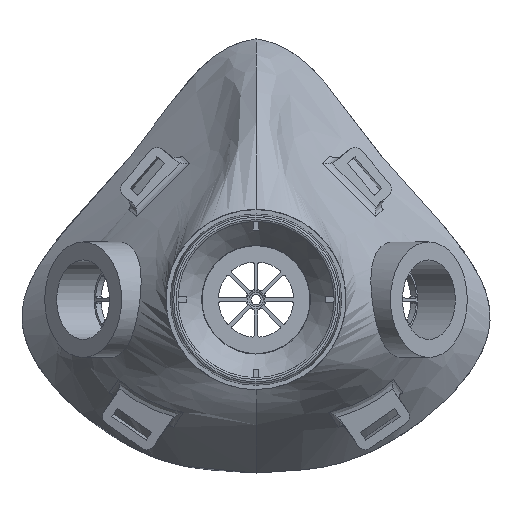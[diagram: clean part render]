
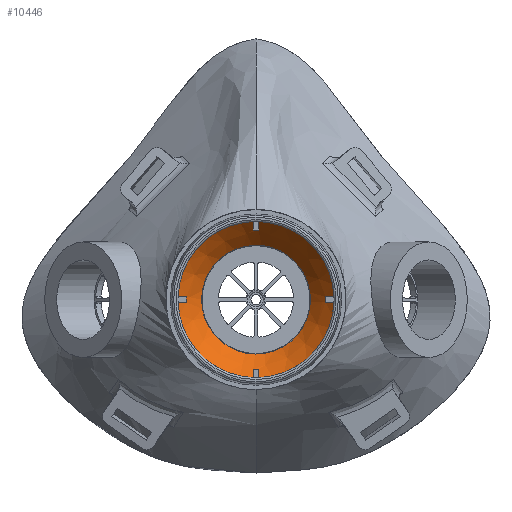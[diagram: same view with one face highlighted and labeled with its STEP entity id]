
A CAD part, top view. The second image highlights one B-rep face of the part: STEP entity #10446.
In plain terms, the highlighted conical face has half-angle 40.365 degrees and reference radius 15 mm.
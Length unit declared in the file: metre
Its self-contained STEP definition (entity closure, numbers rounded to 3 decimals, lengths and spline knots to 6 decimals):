
#41=CONICAL_SURFACE('',#11340,0.015,0.704);
#1886=CIRCLE('',#10716,0.021676);
#1888=CIRCLE('',#10719,0.021676);
#1890=CIRCLE('',#10722,0.021676);
#2232=CIRCLE('',#11341,0.021676);
#2233=CIRCLE('',#11342,0.015119);
#5117=ORIENTED_EDGE('',*,*,#5944,.T.);
#5118=ORIENTED_EDGE('',*,*,#6767,.T.);
#5119=ORIENTED_EDGE('',*,*,#6768,.F.);
#5120=ORIENTED_EDGE('',*,*,#6769,.F.);
#5121=ORIENTED_EDGE('',*,*,#5941,.T.);
#5122=ORIENTED_EDGE('',*,*,#6770,.T.);
#5123=ORIENTED_EDGE('',*,*,#6771,.F.);
#5124=ORIENTED_EDGE('',*,*,#6772,.F.);
#5125=ORIENTED_EDGE('',*,*,#6773,.T.);
#5126=ORIENTED_EDGE('',*,*,#6774,.T.);
#5127=ORIENTED_EDGE('',*,*,#6775,.F.);
#5128=ORIENTED_EDGE('',*,*,#6776,.F.);
#5129=ORIENTED_EDGE('',*,*,#5948,.T.);
#5130=ORIENTED_EDGE('',*,*,#6777,.T.);
#5131=ORIENTED_EDGE('',*,*,#6778,.F.);
#5132=ORIENTED_EDGE('',*,*,#6779,.F.);
#5133=ORIENTED_EDGE('',*,*,#6780,.T.);
#5941=EDGE_CURVE('',#7266,#7268,#1886,.T.);
#5944=EDGE_CURVE('',#7272,#7271,#1888,.T.);
#5948=EDGE_CURVE('',#7276,#7275,#1890,.T.);
#6767=EDGE_CURVE('',#7271,#7833,#8267,.T.);
#6768=EDGE_CURVE('',#7834,#7833,#8268,.T.);
#6769=EDGE_CURVE('',#7266,#7834,#8269,.T.);
#6770=EDGE_CURVE('',#7268,#7835,#8270,.T.);
#6771=EDGE_CURVE('',#7836,#7835,#8271,.T.);
#6772=EDGE_CURVE('',#7837,#7836,#8272,.T.);
#6773=EDGE_CURVE('',#7837,#7838,#2232,.T.);
#6774=EDGE_CURVE('',#7838,#7839,#8273,.T.);
#6775=EDGE_CURVE('',#7840,#7839,#8274,.T.);
#6776=EDGE_CURVE('',#7276,#7840,#8275,.T.);
#6777=EDGE_CURVE('',#7275,#7841,#8276,.T.);
#6778=EDGE_CURVE('',#7842,#7841,#8277,.T.);
#6779=EDGE_CURVE('',#7272,#7842,#8278,.T.);
#6780=EDGE_CURVE('',#7843,#7843,#2233,.T.);
#7266=VERTEX_POINT('',#23140);
#7268=VERTEX_POINT('',#23147);
#7271=VERTEX_POINT('',#23157);
#7272=VERTEX_POINT('',#23159);
#7275=VERTEX_POINT('',#23172);
#7276=VERTEX_POINT('',#23174);
#7833=VERTEX_POINT('',#27660);
#7834=VERTEX_POINT('',#27665);
#7835=VERTEX_POINT('',#27674);
#7836=VERTEX_POINT('',#27679);
#7837=VERTEX_POINT('',#27684);
#7838=VERTEX_POINT('',#27686);
#7839=VERTEX_POINT('',#27691);
#7840=VERTEX_POINT('',#27696);
#7841=VERTEX_POINT('',#27705);
#7842=VERTEX_POINT('',#27710);
#7843=VERTEX_POINT('',#27716);
#8267=B_SPLINE_CURVE_WITH_KNOTS('',3,(#27656,#27657,#27658,#27659),
 .UNSPECIFIED.,.F.,.F.,(4,4),(0.010592,0.01422),
 .UNSPECIFIED.);
#8268=B_SPLINE_CURVE_WITH_KNOTS('',3,(#27661,#27662,#27663,#27664),
 .UNSPECIFIED.,.F.,.F.,(4,4),(0.008165,0.009668),
 .UNSPECIFIED.);
#8269=B_SPLINE_CURVE_WITH_KNOTS('',3,(#27666,#27667,#27668,#27669),
 .UNSPECIFIED.,.F.,.F.,(4,4),(0.010592,0.01422),
 .UNSPECIFIED.);
#8270=B_SPLINE_CURVE_WITH_KNOTS('',3,(#27670,#27671,#27672,#27673),
 .UNSPECIFIED.,.F.,.F.,(4,4),(0.010592,0.01422),
 .UNSPECIFIED.);
#8271=B_SPLINE_CURVE_WITH_KNOTS('',3,(#27675,#27676,#27677,#27678),
 .UNSPECIFIED.,.F.,.F.,(4,4),(0.008165,0.009668),
 .UNSPECIFIED.);
#8272=B_SPLINE_CURVE_WITH_KNOTS('',3,(#27680,#27681,#27682,#27683),
 .UNSPECIFIED.,.F.,.F.,(4,4),(0.010592,0.01422),
 .UNSPECIFIED.);
#8273=B_SPLINE_CURVE_WITH_KNOTS('',3,(#27687,#27688,#27689,#27690),
 .UNSPECIFIED.,.F.,.F.,(4,4),(0.010592,0.01422),
 .UNSPECIFIED.);
#8274=B_SPLINE_CURVE_WITH_KNOTS('',3,(#27692,#27693,#27694,#27695),
 .UNSPECIFIED.,.F.,.F.,(4,4),(0.008165,0.009668),
 .UNSPECIFIED.);
#8275=B_SPLINE_CURVE_WITH_KNOTS('',3,(#27697,#27698,#27699,#27700),
 .UNSPECIFIED.,.F.,.F.,(4,4),(0.010592,0.01422),
 .UNSPECIFIED.);
#8276=B_SPLINE_CURVE_WITH_KNOTS('',3,(#27701,#27702,#27703,#27704),
 .UNSPECIFIED.,.F.,.F.,(4,4),(0.010592,0.01422),
 .UNSPECIFIED.);
#8277=B_SPLINE_CURVE_WITH_KNOTS('',3,(#27706,#27707,#27708,#27709),
 .UNSPECIFIED.,.F.,.F.,(4,4),(0.008165,0.009668),
 .UNSPECIFIED.);
#8278=B_SPLINE_CURVE_WITH_KNOTS('',3,(#27711,#27712,#27713,#27714),
 .UNSPECIFIED.,.F.,.F.,(4,4),(0.010592,0.01422),
 .UNSPECIFIED.);
#8987=EDGE_LOOP('',(#5117,#5118,#5119,#5120,#5121,#5122,#5123,#5124,#5125,
#5126,#5127,#5128,#5129,#5130,#5131,#5132));
#8988=EDGE_LOOP('',(#5133));
#9710=FACE_BOUND('',#8987,.T.);
#9711=FACE_BOUND('',#8988,.T.);
#10446=ADVANCED_FACE('',(#9710,#9711),#41,.F.);
#10716=AXIS2_PLACEMENT_3D('',#23148,#12123,#12124);
#10719=AXIS2_PLACEMENT_3D('',#23158,#12129,#12130);
#10722=AXIS2_PLACEMENT_3D('',#23173,#12135,#12136);
#11340=AXIS2_PLACEMENT_3D('',#27655,#13752,#13753);
#11341=AXIS2_PLACEMENT_3D('',#27685,#13754,#13755);
#11342=AXIS2_PLACEMENT_3D('',#27715,#13756,#13757);
#12123=DIRECTION('',(0.,0.,1.));
#12124=DIRECTION('',(1.,0.,0.));
#12129=DIRECTION('',(0.,0.,1.));
#12130=DIRECTION('',(1.,0.,0.));
#12135=DIRECTION('',(0.,0.,1.));
#12136=DIRECTION('',(1.,0.,0.));
#13752=DIRECTION('',(0.,0.,1.));
#13753=DIRECTION('',(1.,0.,0.));
#13754=DIRECTION('',(0.,0.,1.));
#13755=DIRECTION('',(1.,0.,0.));
#13756=DIRECTION('',(0.,0.,-1.));
#13757=DIRECTION('',(-1.,0.,0.));
#23140=CARTESIAN_POINT('',(0.021663,-0.006233,0.050855));
#23147=CARTESIAN_POINT('',(0.00075,0.014681,0.050855));
#23148=CARTESIAN_POINT('',(0.,-0.006983,0.050855));
#23157=CARTESIAN_POINT('',(0.021663,-0.007733,0.050855));
#23158=CARTESIAN_POINT('',(0.,-0.006983,0.050855));
#23159=CARTESIAN_POINT('',(0.00075,-0.028646,0.050855));
#23172=CARTESIAN_POINT('',(-0.00075,-0.028646,0.050855));
#23173=CARTESIAN_POINT('',(0.,-0.006983,0.050855));
#23174=CARTESIAN_POINT('',(-0.021663,-0.007733,0.050855));
#27655=CARTESIAN_POINT('',(0.,-0.006983,0.043));
#27656=CARTESIAN_POINT('',(0.021663,-0.007733,0.050855));
#27657=CARTESIAN_POINT('',(0.02088,-0.007733,0.049933));
#27658=CARTESIAN_POINT('',(0.020096,-0.007733,0.049012));
#27659=CARTESIAN_POINT('',(0.019313,-0.007733,0.048091));
#27660=CARTESIAN_POINT('',(0.019313,-0.007733,0.048091));
#27661=CARTESIAN_POINT('',(0.019313,-0.006233,0.048091));
#27662=CARTESIAN_POINT('',(0.019313,-0.006733,0.048068));
#27663=CARTESIAN_POINT('',(0.019313,-0.007233,0.048068));
#27664=CARTESIAN_POINT('',(0.019313,-0.007733,0.048091));
#27665=CARTESIAN_POINT('',(0.019313,-0.006233,0.048091));
#27666=CARTESIAN_POINT('',(0.021663,-0.006233,0.050855));
#27667=CARTESIAN_POINT('',(0.02088,-0.006233,0.049933));
#27668=CARTESIAN_POINT('',(0.020096,-0.006233,0.049012));
#27669=CARTESIAN_POINT('',(0.019313,-0.006233,0.048091));
#27670=CARTESIAN_POINT('',(0.00075,0.014681,0.050855));
#27671=CARTESIAN_POINT('',(0.00075,0.013897,0.049933));
#27672=CARTESIAN_POINT('',(0.00075,0.013114,0.049012));
#27673=CARTESIAN_POINT('',(0.00075,0.01233,0.048091));
#27674=CARTESIAN_POINT('',(0.00075,0.01233,0.048091));
#27675=CARTESIAN_POINT('',(-0.00075,0.01233,0.048091));
#27676=CARTESIAN_POINT('',(-0.000249,0.01233,0.048068));
#27677=CARTESIAN_POINT('',(0.000251,0.01233,0.048068));
#27678=CARTESIAN_POINT('',(0.00075,0.01233,0.048091));
#27679=CARTESIAN_POINT('',(-0.00075,0.01233,0.048091));
#27680=CARTESIAN_POINT('',(-0.00075,0.014681,0.050855));
#27681=CARTESIAN_POINT('',(-0.00075,0.013897,0.049933));
#27682=CARTESIAN_POINT('',(-0.00075,0.013114,0.049012));
#27683=CARTESIAN_POINT('',(-0.00075,0.01233,0.048091));
#27684=CARTESIAN_POINT('',(-0.00075,0.014681,0.050855));
#27685=CARTESIAN_POINT('',(0.,-0.006983,0.050855));
#27686=CARTESIAN_POINT('',(-0.021663,-0.006233,0.050855));
#27687=CARTESIAN_POINT('',(-0.021663,-0.006233,0.050855));
#27688=CARTESIAN_POINT('',(-0.02088,-0.006233,0.049933));
#27689=CARTESIAN_POINT('',(-0.020096,-0.006233,0.049012));
#27690=CARTESIAN_POINT('',(-0.019313,-0.006233,0.048091));
#27691=CARTESIAN_POINT('',(-0.019313,-0.006233,0.048091));
#27692=CARTESIAN_POINT('',(-0.019313,-0.007733,0.048091));
#27693=CARTESIAN_POINT('',(-0.019313,-0.007232,0.048068));
#27694=CARTESIAN_POINT('',(-0.019313,-0.006732,0.048068));
#27695=CARTESIAN_POINT('',(-0.019313,-0.006233,0.048091));
#27696=CARTESIAN_POINT('',(-0.019313,-0.007733,0.048091));
#27697=CARTESIAN_POINT('',(-0.021663,-0.007733,0.050855));
#27698=CARTESIAN_POINT('',(-0.02088,-0.007733,0.049933));
#27699=CARTESIAN_POINT('',(-0.020096,-0.007733,0.049012));
#27700=CARTESIAN_POINT('',(-0.019313,-0.007733,0.048091));
#27701=CARTESIAN_POINT('',(-0.00075,-0.028646,0.050855));
#27702=CARTESIAN_POINT('',(-0.00075,-0.027863,0.049933));
#27703=CARTESIAN_POINT('',(-0.00075,-0.027079,0.049012));
#27704=CARTESIAN_POINT('',(-0.00075,-0.026295,0.048091));
#27705=CARTESIAN_POINT('',(-0.00075,-0.026295,0.048091));
#27706=CARTESIAN_POINT('',(0.00075,-0.026295,0.048091));
#27707=CARTESIAN_POINT('',(0.000249,-0.026295,0.048068));
#27708=CARTESIAN_POINT('',(-0.000251,-0.026295,0.048068));
#27709=CARTESIAN_POINT('',(-0.00075,-0.026295,0.048091));
#27710=CARTESIAN_POINT('',(0.00075,-0.026295,0.048091));
#27711=CARTESIAN_POINT('',(0.00075,-0.028646,0.050855));
#27712=CARTESIAN_POINT('',(0.00075,-0.027863,0.049933));
#27713=CARTESIAN_POINT('',(0.00075,-0.027079,0.049012));
#27714=CARTESIAN_POINT('',(0.00075,-0.026295,0.048091));
#27715=CARTESIAN_POINT('',(0.,-0.006983,0.04314));
#27716=CARTESIAN_POINT('',(-0.015119,-0.006983,0.04314));
